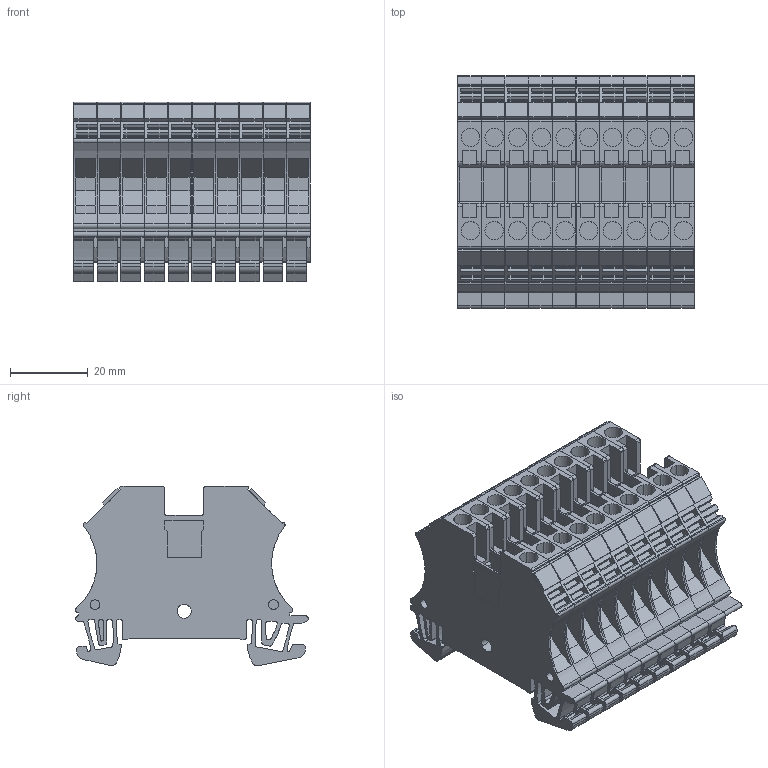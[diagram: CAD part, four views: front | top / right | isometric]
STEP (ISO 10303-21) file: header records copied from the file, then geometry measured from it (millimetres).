
FILE_DESCRIPTION(('CATIA V5 STEP Exchange','CAx-IF Rec.Pracs.--- Model Styling and Organization---1.5--- 2016-08-15','CAx-IF Rec.Pracs.---Supplemental Geometry---1.0---2011-11-01','CAx-IF Rec.Pracs.--- Composite Materials ---1.1---2010-07-15'),'2;1');
FILE_NAME ('D1446827_1', '2025-09-22T06:19:28+00:00', ('none'), ('Weidmueller'), 'CATIA Version 5-6 Release 2024 SP4', 'CATIA V5 STEP AP214 v3', 'none');
FILE_SCHEMA(('AUTOMOTIVE_DESIGN { 1 0 10303 214 1 1 1 1 }'));
Products named in the file (1): 1020900000
Bounding box: 61 x 60 x 46.25 mm (x, y, z)
Volume: 92242.5 mm3; surface area: 71515 mm2
Topology: 30 solids, 30 shells, 3770 faces, 11130 edges, 7550 vertices
Faces by surface type: plane 2560, cylinder 1070, cone 90, extrusion 50
Entity records: 120824 total; most frequent: CARTESIAN_POINT 23181, ORIENTED_EDGE 22260, DIRECTION 16810, EDGE_CURVE 11130, VECTOR 8510, LINE 8460, VERTEX_POINT 7550, AXIS2_PLACEMENT_3D 5371
